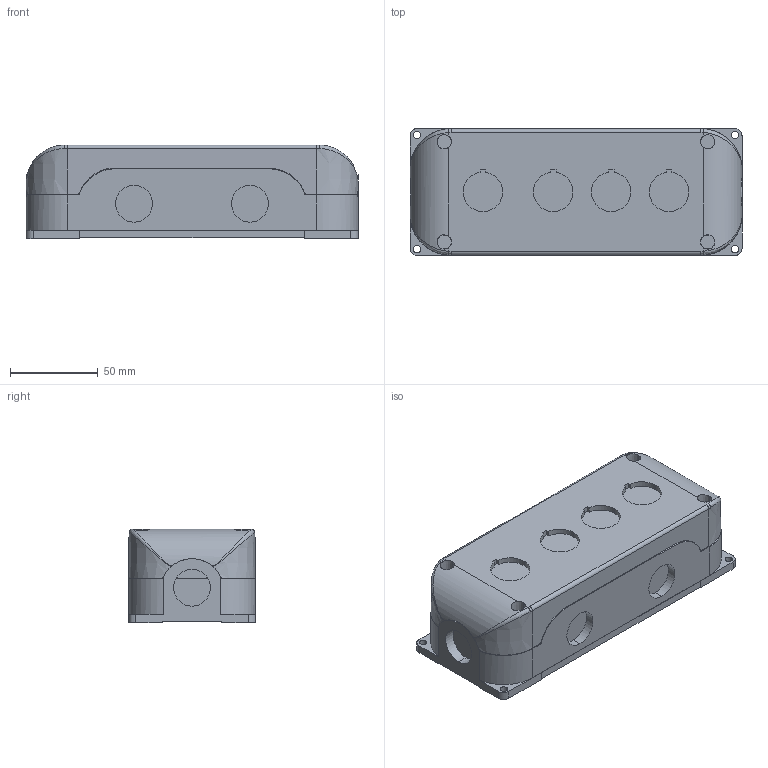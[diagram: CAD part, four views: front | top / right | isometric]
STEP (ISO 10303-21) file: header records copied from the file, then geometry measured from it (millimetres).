
FILE_DESCRIPTION (( 'STEP AP203' ), '1' );
FILE_NAME ('SB414.step', '2025-02-06T16:45:45', ( '' ), ( '' ), 'SwSTEP 2.0', 'SolidWorks 2024', '' );
FILE_SCHEMA (( 'CONFIG_CONTROL_DESIGN' ));
Length unit declared in the file: inch
Products named in the file (1): SB414
Bounding box: 189 x 72.29 x 53.3 mm (x, y, z)
Volume: 350051.4 mm3; surface area: 100552.7 mm2
Topology: 2 solids, 18 shells, 341 faces, 861 edges, 568 vertices
Faces by surface type: plane 169, cylinder 90, bspline 42, cone 40
Entity records: 12532 total; most frequent: CARTESIAN_POINT 4775, ORIENTED_EDGE 1722, DIRECTION 1403, EDGE_CURVE 861, VERTEX_POINT 568, AXIS2_PLACEMENT_3D 480, LINE 443, VECTOR 443
